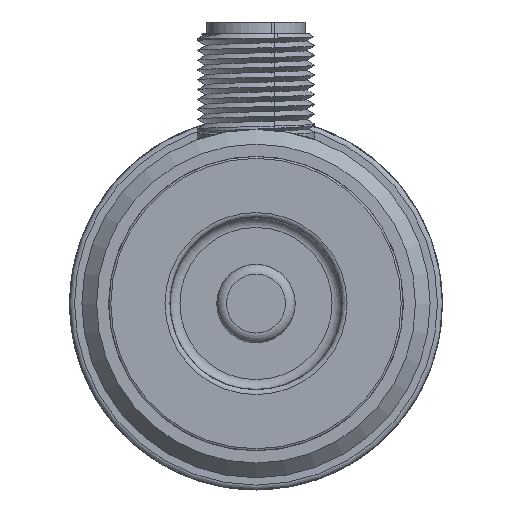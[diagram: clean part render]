
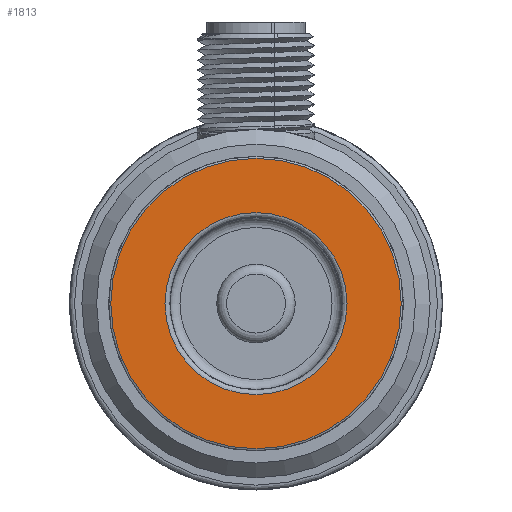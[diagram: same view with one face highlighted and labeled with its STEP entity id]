
A CAD part, left-side view. The second image highlights one B-rep face of the part: STEP entity #1813.
In plain terms, the highlighted planar face has unit normal (-1, 0, 0).
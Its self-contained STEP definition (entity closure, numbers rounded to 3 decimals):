
#1813=ADVANCED_FACE('',(#2884,#2885),#2149,.T.);
#2149=PLANE('',#13362);
#2523=CIRCLE('',#13360,9.276);
#2524=CIRCLE('',#13361,14.8);
#2884=FACE_BOUND('',#3711,.T.);
#2885=FACE_BOUND('',#3712,.T.);
#3711=EDGE_LOOP('',(#8842));
#3712=EDGE_LOOP('',(#8843));
#8842=ORIENTED_EDGE('',*,*,#11803,.T.);
#8843=ORIENTED_EDGE('',*,*,#11804,.F.);
#10087=VERTEX_POINT('',#27150);
#10088=VERTEX_POINT('',#27152);
#11803=EDGE_CURVE('',#10087,#10087,#2523,.T.);
#11804=EDGE_CURVE('',#10088,#10088,#2524,.T.);
#13360=AXIS2_PLACEMENT_3D('',#27149,#16384,#16385);
#13361=AXIS2_PLACEMENT_3D('',#27151,#16386,#16387);
#13362=AXIS2_PLACEMENT_3D('',#27153,#16388,#16389);
#16384=DIRECTION('',(1.,0.,0.));
#16385=DIRECTION('',(0.,0.,-1.));
#16386=DIRECTION('',(1.,0.,0.));
#16387=DIRECTION('',(0.,0.,-1.));
#16388=DIRECTION('',(-1.,0.,0.));
#16389=DIRECTION('',(0.,0.,-1.));
#27149=CARTESIAN_POINT('',(8568.032,3063.297,0.));
#27150=CARTESIAN_POINT('',(8568.032,3063.297,-9.276));
#27151=CARTESIAN_POINT('',(8568.032,3063.297,0.));
#27152=CARTESIAN_POINT('',(8568.032,3063.297,-14.8));
#27153=CARTESIAN_POINT('',(8568.032,3048.497,0.));
